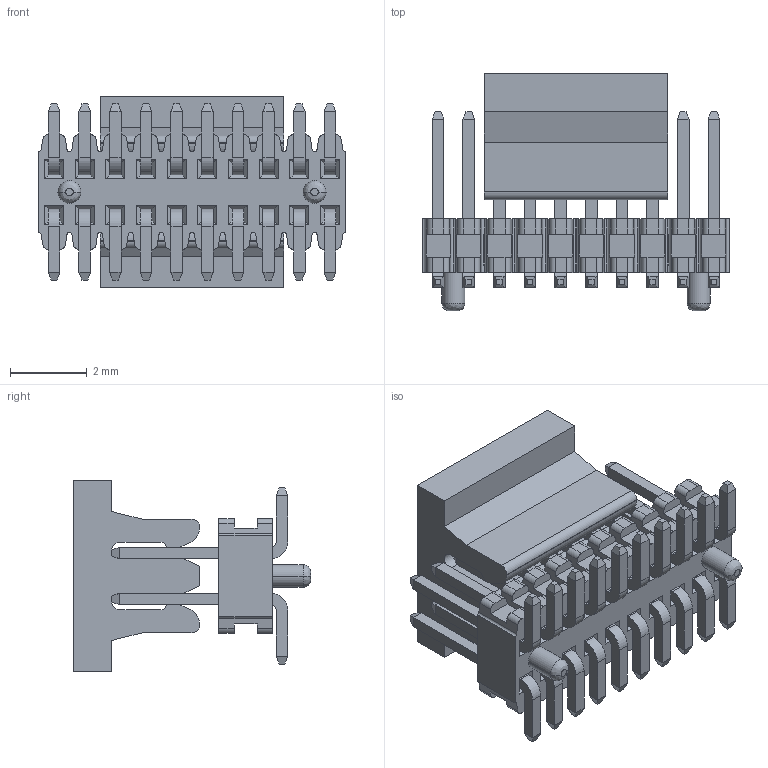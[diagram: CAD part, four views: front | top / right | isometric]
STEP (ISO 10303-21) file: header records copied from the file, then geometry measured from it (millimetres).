
FILE_DESCRIPTION( ('This file contains a STEP AP42 implementation' ,'as created by ZW3D STEP Interface translator.') ,'2;1' );
FILE_NAME( '1614-1210XXM060XX02(衄翐).stp' ,'23 313. 9 5 1', (''), ('ZWCAD Software Co.'), 'Version 1.0', 'ZW3D to STEP translator', '' );
FILE_SCHEMA(('AUTOMOTIVE_DESIGN { 1 0 10303 214 1 1 1 1 }'));
Length unit declared in the file: millimetre
Products named in the file (2): 0; 1614-1210XXM060XX02(衄翐)
Bounding box: 8 x 6.2 x 5 mm (x, y, z)
Volume: 86.2 mm3; surface area: 405.6 mm2
Topology: 22 solids, 22 shells, 846 faces, 2120 edges, 1320 vertices
Faces by surface type: plane 666, cylinder 176, bspline 4
Entity records: 25798 total; most frequent: CARTESIAN_POINT 4413, ORIENTED_EDGE 4258, DIRECTION 4175, EDGE_CURVE 2129, VECTOR 1769, LINE 1769, VERTEX_POINT 1329, AXIS2_PLACEMENT_3D 1203
